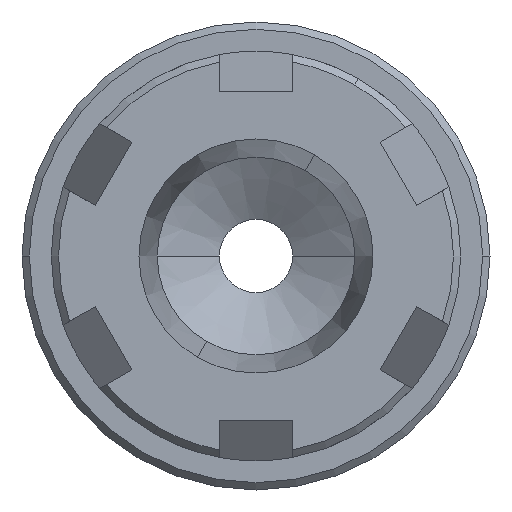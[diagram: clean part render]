
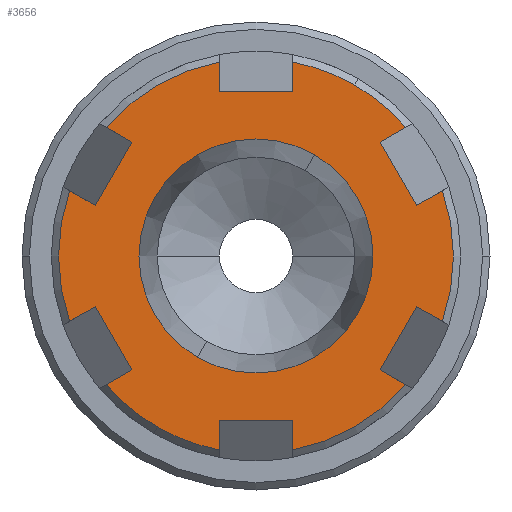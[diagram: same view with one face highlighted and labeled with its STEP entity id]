
A CAD part, front view. The second image highlights one B-rep face of the part: STEP entity #3656.
In plain terms, the highlighted face is planar.
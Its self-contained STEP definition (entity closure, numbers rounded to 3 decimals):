
#2428=CARTESIAN_POINT('',(-10.239,-8.798,0.));
#2429=VERTEX_POINT('',#2428);
#2445=CARTESIAN_POINT('',(-8.493,-7.79,0.));
#2446=VERTEX_POINT('',#2445);
#2453=CARTESIAN_POINT('',(-10.239,-8.798,-0.));
#2454=DIRECTION('',(0.866,0.5,0.));
#2455=VECTOR('',#2454,2.016);
#2456=LINE('',#2453,#2455);
#2457=EDGE_CURVE('',#2429,#2446,#2456,.T.);
#2467=CARTESIAN_POINT('',(-12.739,-4.468,-0.));
#2468=VERTEX_POINT('',#2467);
#2469=CARTESIAN_POINT('',(-10.993,-3.46,0.));
#2470=VERTEX_POINT('',#2469);
#2471=CARTESIAN_POINT('',(-12.739,-4.468,-0.));
#2472=DIRECTION('',(0.866,0.5,0.));
#2473=VECTOR('',#2472,2.016);
#2474=LINE('',#2471,#2473);
#2475=EDGE_CURVE('',#2468,#2470,#2474,.T.);
#2516=CARTESIAN_POINT('',(-10.993,-3.46,0.));
#2517=DIRECTION('',(0.5,-0.866,0.));
#2518=VECTOR('',#2517,5.);
#2519=LINE('',#2516,#2518);
#2520=EDGE_CURVE('',#2470,#2446,#2519,.T.);
#2533=CARTESIAN_POINT('',(2.5,-13.266,-0.));
#2534=VERTEX_POINT('',#2533);
#2550=CARTESIAN_POINT('',(2.5,-11.25,0.));
#2551=VERTEX_POINT('',#2550);
#2558=CARTESIAN_POINT('',(2.5,-13.266,-0.));
#2559=DIRECTION('',(0.,1.,0.));
#2560=VECTOR('',#2559,2.016);
#2561=LINE('',#2558,#2560);
#2562=EDGE_CURVE('',#2534,#2551,#2561,.T.);
#2572=CARTESIAN_POINT('',(-2.5,-13.266,0.));
#2573=VERTEX_POINT('',#2572);
#2574=CARTESIAN_POINT('',(-2.5,-11.25,0.));
#2575=VERTEX_POINT('',#2574);
#2576=CARTESIAN_POINT('',(-2.5,-13.266,0.));
#2577=DIRECTION('',(0.,1.,-0.));
#2578=VECTOR('',#2577,2.016);
#2579=LINE('',#2576,#2578);
#2580=EDGE_CURVE('',#2573,#2575,#2579,.T.);
#2621=CARTESIAN_POINT('',(-2.5,-11.25,0.));
#2622=DIRECTION('',(1.,0.,-0.));
#2623=VECTOR('',#2622,5.);
#2624=LINE('',#2621,#2623);
#2625=EDGE_CURVE('',#2575,#2551,#2624,.T.);
#2638=CARTESIAN_POINT('',(12.739,-4.468,0.));
#2639=VERTEX_POINT('',#2638);
#2655=CARTESIAN_POINT('',(10.993,-3.46,-0.));
#2656=VERTEX_POINT('',#2655);
#2663=CARTESIAN_POINT('',(12.739,-4.468,0.));
#2664=DIRECTION('',(-0.866,0.5,-0.));
#2665=VECTOR('',#2664,2.016);
#2666=LINE('',#2663,#2665);
#2667=EDGE_CURVE('',#2639,#2656,#2666,.T.);
#2677=CARTESIAN_POINT('',(10.239,-8.798,-0.));
#2678=VERTEX_POINT('',#2677);
#2679=CARTESIAN_POINT('',(8.493,-7.79,0.));
#2680=VERTEX_POINT('',#2679);
#2681=CARTESIAN_POINT('',(10.239,-8.798,0.));
#2682=DIRECTION('',(-0.866,0.5,-0.));
#2683=VECTOR('',#2682,2.016);
#2684=LINE('',#2681,#2683);
#2685=EDGE_CURVE('',#2678,#2680,#2684,.T.);
#2726=CARTESIAN_POINT('',(8.493,-7.79,0.));
#2727=DIRECTION('',(0.5,0.866,0.));
#2728=VECTOR('',#2727,5.);
#2729=LINE('',#2726,#2728);
#2730=EDGE_CURVE('',#2680,#2656,#2729,.T.);
#2743=CARTESIAN_POINT('',(10.239,8.798,-0.));
#2744=VERTEX_POINT('',#2743);
#2760=CARTESIAN_POINT('',(8.493,7.79,0.));
#2761=VERTEX_POINT('',#2760);
#2768=CARTESIAN_POINT('',(10.239,8.798,0.));
#2769=DIRECTION('',(-0.866,-0.5,-0.));
#2770=VECTOR('',#2769,2.016);
#2771=LINE('',#2768,#2770);
#2772=EDGE_CURVE('',#2744,#2761,#2771,.T.);
#2791=CARTESIAN_POINT('',(10.993,3.46,0.));
#2792=VERTEX_POINT('',#2791);
#2799=CARTESIAN_POINT('',(10.993,3.46,0.));
#2800=DIRECTION('',(-0.5,0.866,0.));
#2801=VECTOR('',#2800,5.);
#2802=LINE('',#2799,#2801);
#2803=EDGE_CURVE('',#2792,#2761,#2802,.T.);
#2814=CARTESIAN_POINT('',(12.739,4.468,-0.));
#2815=VERTEX_POINT('',#2814);
#2816=CARTESIAN_POINT('',(12.739,4.468,-0.));
#2817=DIRECTION('',(-0.866,-0.5,0.));
#2818=VECTOR('',#2817,2.016);
#2819=LINE('',#2816,#2818);
#2820=EDGE_CURVE('',#2815,#2792,#2819,.T.);
#2848=CARTESIAN_POINT('',(-2.5,13.266,0.));
#2849=VERTEX_POINT('',#2848);
#2865=CARTESIAN_POINT('',(-2.5,11.25,0.));
#2866=VERTEX_POINT('',#2865);
#2873=CARTESIAN_POINT('',(-2.5,13.266,0.));
#2874=DIRECTION('',(0.,-1.,-0.));
#2875=VECTOR('',#2874,2.016);
#2876=LINE('',#2873,#2875);
#2877=EDGE_CURVE('',#2849,#2866,#2876,.T.);
#2887=CARTESIAN_POINT('',(2.5,13.266,0.));
#2888=VERTEX_POINT('',#2887);
#2889=CARTESIAN_POINT('',(2.5,11.25,0.));
#2890=VERTEX_POINT('',#2889);
#2891=CARTESIAN_POINT('',(2.5,13.266,0.));
#2892=DIRECTION('',(0.,-1.,-0.));
#2893=VECTOR('',#2892,2.016);
#2894=LINE('',#2891,#2893);
#2895=EDGE_CURVE('',#2888,#2890,#2894,.T.);
#2930=CARTESIAN_POINT('',(13.5,0.,0.));
#2931=VERTEX_POINT('',#2930);
#2939=CARTESIAN_POINT('',(0.,0.,0.));
#2940=DIRECTION('',(0.,0.,-1.));
#2941=DIRECTION('',(-1.,0.,0.));
#2942=AXIS2_PLACEMENT_3D('',#2939,#2940,#2941);
#2943=CIRCLE('',#2942,13.5);
#2944=EDGE_CURVE('',#2815,#2931,#2943,.T.);
#2970=CARTESIAN_POINT('',(0.,0.,0.));
#2971=DIRECTION('',(0.,0.,-1.));
#2972=DIRECTION('',(-1.,0.,0.));
#2973=AXIS2_PLACEMENT_3D('',#2970,#2971,#2972);
#2974=CIRCLE('',#2973,13.5);
#2975=EDGE_CURVE('',#2888,#2744,#2974,.T.);
#3174=CARTESIAN_POINT('',(-8.,-0.,0.));
#3175=VERTEX_POINT('',#3174);
#3184=CARTESIAN_POINT('',(8.,-0.,0.));
#3185=VERTEX_POINT('',#3184);
#3186=CARTESIAN_POINT('',(0.,0.,0.));
#3187=DIRECTION('',(0.,0.,1.));
#3188=DIRECTION('',(1.,0.,0.));
#3189=AXIS2_PLACEMENT_3D('',#3186,#3187,#3188);
#3190=CIRCLE('',#3189,8.);
#3191=EDGE_CURVE('',#3185,#3175,#3190,.T.);
#3262=CARTESIAN_POINT('',(2.5,11.25,0.));
#3263=DIRECTION('',(-1.,0.,0.));
#3264=VECTOR('',#3263,5.);
#3265=LINE('',#3262,#3264);
#3266=EDGE_CURVE('',#2890,#2866,#3265,.T.);
#3285=CARTESIAN_POINT('',(0.,0.,0.));
#3286=DIRECTION('',(0.,0.,-1.));
#3287=DIRECTION('',(-1.,0.,0.));
#3288=AXIS2_PLACEMENT_3D('',#3285,#3286,#3287);
#3289=CIRCLE('',#3288,13.5);
#3290=EDGE_CURVE('',#2678,#2534,#3289,.T.);
#3309=CARTESIAN_POINT('',(0.,0.,0.));
#3310=DIRECTION('',(0.,0.,-1.));
#3311=DIRECTION('',(-1.,0.,0.));
#3312=AXIS2_PLACEMENT_3D('',#3309,#3310,#3311);
#3313=CIRCLE('',#3312,13.5);
#3314=EDGE_CURVE('',#2573,#2429,#3313,.T.);
#3401=CARTESIAN_POINT('',(-10.239,8.798,-0.));
#3402=VERTEX_POINT('',#3401);
#3403=CARTESIAN_POINT('',(-8.493,7.79,0.));
#3404=VERTEX_POINT('',#3403);
#3405=CARTESIAN_POINT('',(-10.239,8.798,0.));
#3406=DIRECTION('',(0.866,-0.5,-0.));
#3407=VECTOR('',#3406,2.016);
#3408=LINE('',#3405,#3407);
#3409=EDGE_CURVE('',#3402,#3404,#3408,.T.);
#3515=CARTESIAN_POINT('',(-13.5,-0.,0.));
#3516=VERTEX_POINT('',#3515);
#3523=CARTESIAN_POINT('',(0.,0.,0.));
#3524=DIRECTION('',(0.,0.,-1.));
#3525=DIRECTION('',(-1.,0.,0.));
#3526=AXIS2_PLACEMENT_3D('',#3523,#3524,#3525);
#3527=CIRCLE('',#3526,13.5);
#3528=EDGE_CURVE('',#2468,#3516,#3527,.T.);
#3577=CARTESIAN_POINT('',(0.,0.,0.));
#3578=DIRECTION('',(0.,0.,-1.));
#3579=DIRECTION('',(-1.,0.,0.));
#3580=AXIS2_PLACEMENT_3D('',#3577,#3578,#3579);
#3581=CIRCLE('',#3580,13.5);
#3582=EDGE_CURVE('',#3402,#2849,#3581,.T.);
#3587=CARTESIAN_POINT('',(14.,0.,0.));
#3588=DIRECTION('',(0.,0.,-1.));
#3589=DIRECTION('',(-1.,0.,0.));
#3590=AXIS2_PLACEMENT_3D('',#3587,#3588,#3589);
#3591=PLANE('',#3590);
#3592=ORIENTED_EDGE('',*,*,#3409,.F.);
#3593=ORIENTED_EDGE('',*,*,#3582,.T.);
#3594=ORIENTED_EDGE('',*,*,#2877,.T.);
#3595=ORIENTED_EDGE('',*,*,#3266,.F.);
#3596=ORIENTED_EDGE('',*,*,#2895,.F.);
#3597=ORIENTED_EDGE('',*,*,#2975,.T.);
#3598=ORIENTED_EDGE('',*,*,#2772,.T.);
#3599=ORIENTED_EDGE('',*,*,#2803,.F.);
#3600=ORIENTED_EDGE('',*,*,#2820,.F.);
#3601=ORIENTED_EDGE('',*,*,#2944,.T.);
#3602=CARTESIAN_POINT('',(0.,0.,0.));
#3603=DIRECTION('',(0.,0.,-1.));
#3604=DIRECTION('',(-1.,0.,0.));
#3605=AXIS2_PLACEMENT_3D('',#3602,#3603,#3604);
#3606=CIRCLE('',#3605,13.5);
#3607=EDGE_CURVE('',#2931,#2639,#3606,.T.);
#3608=ORIENTED_EDGE('',*,*,#3607,.T.);
#3609=ORIENTED_EDGE('',*,*,#2667,.T.);
#3610=ORIENTED_EDGE('',*,*,#2730,.F.);
#3611=ORIENTED_EDGE('',*,*,#2685,.F.);
#3612=ORIENTED_EDGE('',*,*,#3290,.T.);
#3613=ORIENTED_EDGE('',*,*,#2562,.T.);
#3614=ORIENTED_EDGE('',*,*,#2625,.F.);
#3615=ORIENTED_EDGE('',*,*,#2580,.F.);
#3616=ORIENTED_EDGE('',*,*,#3314,.T.);
#3617=ORIENTED_EDGE('',*,*,#2457,.T.);
#3618=ORIENTED_EDGE('',*,*,#2520,.F.);
#3619=ORIENTED_EDGE('',*,*,#2475,.F.);
#3620=ORIENTED_EDGE('',*,*,#3528,.T.);
#3621=CARTESIAN_POINT('',(-12.739,4.468,-0.));
#3622=VERTEX_POINT('',#3621);
#3623=CARTESIAN_POINT('',(0.,0.,0.));
#3624=DIRECTION('',(0.,0.,-1.));
#3625=DIRECTION('',(-1.,0.,0.));
#3626=AXIS2_PLACEMENT_3D('',#3623,#3624,#3625);
#3627=CIRCLE('',#3626,13.5);
#3628=EDGE_CURVE('',#3516,#3622,#3627,.T.);
#3629=ORIENTED_EDGE('',*,*,#3628,.T.);
#3630=CARTESIAN_POINT('',(-10.993,3.46,-0.));
#3631=VERTEX_POINT('',#3630);
#3632=CARTESIAN_POINT('',(-12.739,4.468,-0.));
#3633=DIRECTION('',(0.866,-0.5,0.));
#3634=VECTOR('',#3633,2.016);
#3635=LINE('',#3632,#3634);
#3636=EDGE_CURVE('',#3622,#3631,#3635,.T.);
#3637=ORIENTED_EDGE('',*,*,#3636,.T.);
#3638=CARTESIAN_POINT('',(-8.493,7.79,0.));
#3639=DIRECTION('',(-0.5,-0.866,0.));
#3640=VECTOR('',#3639,5.);
#3641=LINE('',#3638,#3640);
#3642=EDGE_CURVE('',#3404,#3631,#3641,.T.);
#3643=ORIENTED_EDGE('',*,*,#3642,.F.);
#3644=EDGE_LOOP('',(#3592,#3593,#3594,#3595,#3596,#3597,#3598,#3599,#3600,#3601,#3608,#3609,#3610,#3611,#3612,#3613,#3614,#3615,#3616,#3617,#3618,#3619,#3620,#3629,#3637,#3643));
#3645=FACE_BOUND('',#3644,.T.);
#3646=ORIENTED_EDGE('',*,*,#3191,.T.);
#3647=CARTESIAN_POINT('',(0.,0.,0.));
#3648=DIRECTION('',(0.,0.,1.));
#3649=DIRECTION('',(1.,0.,0.));
#3650=AXIS2_PLACEMENT_3D('',#3647,#3648,#3649);
#3651=CIRCLE('',#3650,8.);
#3652=EDGE_CURVE('',#3175,#3185,#3651,.T.);
#3653=ORIENTED_EDGE('',*,*,#3652,.T.);
#3654=EDGE_LOOP('',(#3646,#3653));
#3655=FACE_BOUND('',#3654,.T.);
#3656=ADVANCED_FACE('',(#3645,#3655),#3591,.T.);
